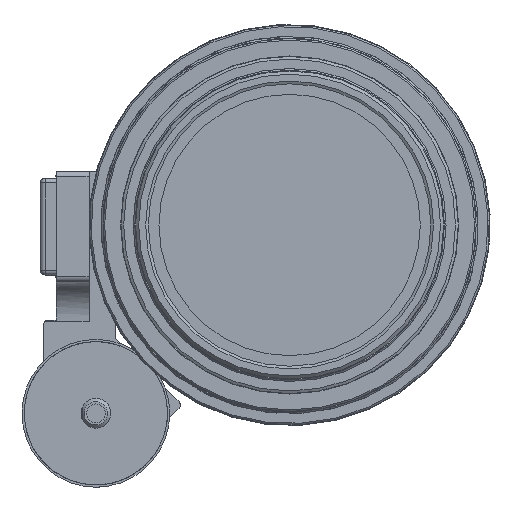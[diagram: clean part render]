
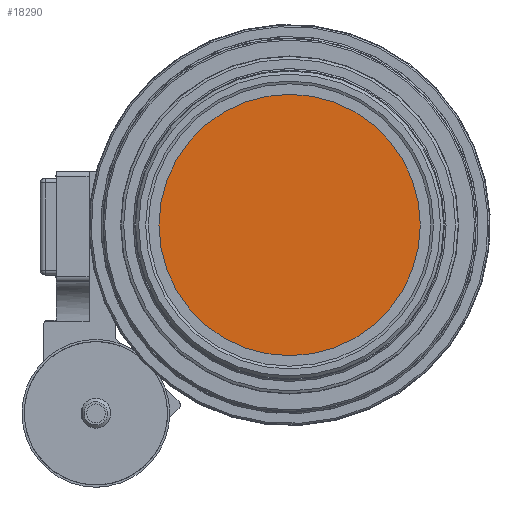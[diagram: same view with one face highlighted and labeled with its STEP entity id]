
A CAD part, left-side view. The second image highlights one B-rep face of the part: STEP entity #18290.
In plain terms, the highlighted planar face has unit normal (1, 0, 0).
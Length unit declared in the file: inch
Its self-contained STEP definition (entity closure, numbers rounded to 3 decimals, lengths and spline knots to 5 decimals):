
#232=FACE_BOUND('',#2839,.T.);
#1019=PLANE('',#19419);
#1791=FACE_OUTER_BOUND('',#2838,.T.);
#2838=EDGE_LOOP('',(#14435,#14436));
#2839=EDGE_LOOP('',(#14437,#14438));
#6819=CIRCLE('',#19420,1.1605);
#6820=CIRCLE('',#19421,1.1605);
#6821=CIRCLE('',#19422,1.16);
#6822=CIRCLE('',#19423,1.16);
#8252=VERTEX_POINT('',#29567);
#8253=VERTEX_POINT('',#29568);
#8254=VERTEX_POINT('',#29571);
#8255=VERTEX_POINT('',#29572);
#10451=EDGE_CURVE('',#8252,#8253,#6819,.T.);
#10452=EDGE_CURVE('',#8253,#8252,#6820,.T.);
#10453=EDGE_CURVE('',#8254,#8255,#6821,.T.);
#10454=EDGE_CURVE('',#8255,#8254,#6822,.T.);
#14435=ORIENTED_EDGE('',*,*,#10451,.T.);
#14436=ORIENTED_EDGE('',*,*,#10452,.T.);
#14437=ORIENTED_EDGE('',*,*,#10453,.F.);
#14438=ORIENTED_EDGE('',*,*,#10454,.F.);
#18290=ADVANCED_FACE('',(#1791,#232),#1019,.T.);
#19419=AXIS2_PLACEMENT_3D('',#29566,#22709,#22710);
#19420=AXIS2_PLACEMENT_3D('',#29569,#22711,#22712);
#19421=AXIS2_PLACEMENT_3D('',#29570,#22713,#22714);
#19422=AXIS2_PLACEMENT_3D('',#29573,#22715,#22716);
#19423=AXIS2_PLACEMENT_3D('',#29574,#22717,#22718);
#22709=DIRECTION('center_axis',(1.,0.,0.));
#22710=DIRECTION('ref_axis',(0.,-0.071,
-0.997));
#22711=DIRECTION('center_axis',(1.,0.,0.));
#22712=DIRECTION('ref_axis',(0.,-0.683,-0.73));
#22713=DIRECTION('center_axis',(1.,0.,0.));
#22714=DIRECTION('ref_axis',(0.,-0.683,-0.73));
#22715=DIRECTION('center_axis',(1.,0.,0.));
#22716=DIRECTION('ref_axis',(0.,-0.071,
-0.997));
#22717=DIRECTION('center_axis',(1.,0.,0.));
#22718=DIRECTION('ref_axis',(0.,-0.071,
-0.997));
#29566=CARTESIAN_POINT('Origin',(-0.06279,1.15706,-0.08253));
#29567=CARTESIAN_POINT('',(-0.06279,-0.79271,-0.84757));
#29568=CARTESIAN_POINT('',(-0.06279,0.79271,0.84757));
#29569=CARTESIAN_POINT('Origin',(-0.06279,0.,
0.));
#29570=CARTESIAN_POINT('Origin',(-0.06279,0.,
0.));
#29571=CARTESIAN_POINT('',(-0.06279,1.15706,-0.08253));
#29572=CARTESIAN_POINT('',(-0.06279,-1.15706,0.08253));
#29573=CARTESIAN_POINT('Origin',(-0.06279,0.,
0.));
#29574=CARTESIAN_POINT('Origin',(-0.06279,0.,
0.));
